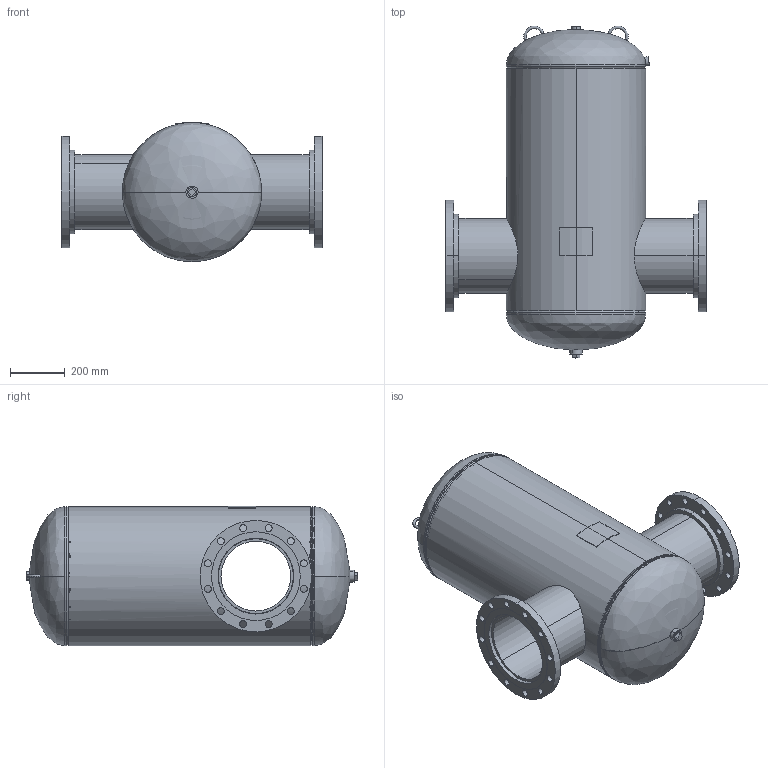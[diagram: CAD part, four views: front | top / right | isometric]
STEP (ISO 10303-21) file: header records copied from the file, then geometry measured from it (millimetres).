
FILE_DESCRIPTION (( 'STEP AP203' ), '1' );
FILE_NAME ('WVNA-10.STEP', '2021-03-16T12:33:48', ( '' ), ( '' ), 'SwSTEP 2.0', 'SolidWorks 2021', '' );
FILE_SCHEMA (( 'CONFIG_CONTROL_DESIGN' ));
Length unit declared in the file: inch
Products named in the file (11): 9200120; PLUGS_9500150; 9600830_20" VERT; WVNA-10; 9400540; 9500030; 99B3064; 9301130_10.375; SORF FLANGES ASME B16.5_10 150# SA-105; 9500050
Assembly tree (14 placements, depth 2):
  WVNA-10
    99B3064
    9200120
    9200120
    9500030  x2
    9500050
    PLUGS_9500150
    9301130_10.375  x2
    SORF FLANGES ASME B16.5_10 150# SA-105  x2
    9400540  x2
    9600830_20" VERT
Bounding box: 952.5 x 1211.27 x 509.03 mm (x, y, z)
Volume: 15002474.4 mm3; surface area: 5318285 mm2
Topology: 14 solids, 14 shells, 221 faces, 514 edges, 326 vertices
Faces by surface type: cylinder 120, plane 43, cone 26, torus 20, bspline 12
Entity records: 10286 total; most frequent: CARTESIAN_POINT 5097, DIRECTION 906, ORIENTED_EDGE 752, AXIS2_PLACEMENT_3D 390, EDGE_CURVE 376, VERTEX_POINT 234, CIRCLE 222, EDGE_LOOP 206
